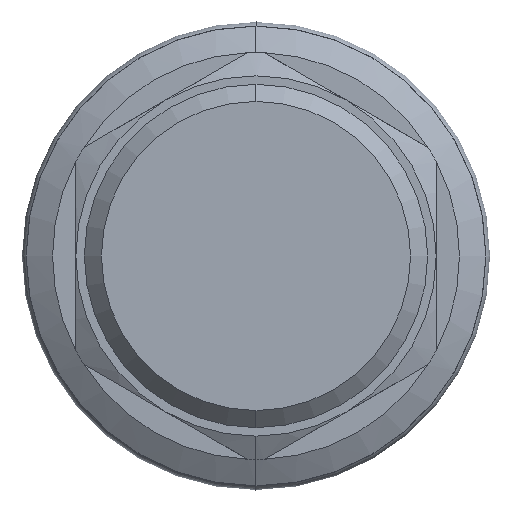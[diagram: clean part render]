
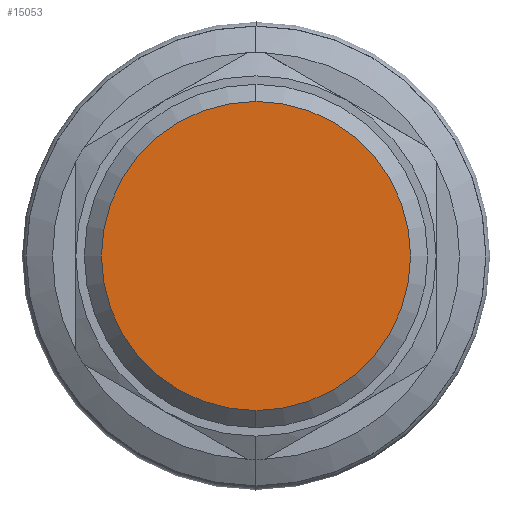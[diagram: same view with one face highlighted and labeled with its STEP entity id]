
A CAD part, left-side view. The second image highlights one B-rep face of the part: STEP entity #15053.
In plain terms, the highlighted planar face has unit normal (-1, 0, 0).
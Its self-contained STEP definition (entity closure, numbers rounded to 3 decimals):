
#129 = DIRECTION ( 'NONE',  ( 0., 0., 1. ) ) ;
#251 = PLANE ( 'NONE',  #9775 ) ;
#624 = ORIENTED_EDGE ( 'NONE', *, *, #15527, .T. ) ;
#1675 = AXIS2_PLACEMENT_3D ( 'NONE', #6256, #7455, #3671 ) ;
#3671 = DIRECTION ( 'NONE',  ( 0., 0., 1. ) ) ;
#4097 = EDGE_CURVE ( 'NONE', #11728, #7909, #6467, .T. ) ;
#4885 = CARTESIAN_POINT ( 'NONE',  ( -45.485, 0., 13.6 ) ) ;
#5145 = DIRECTION ( 'NONE',  ( 0., 0., -1. ) ) ;
#6032 = CIRCLE ( 'NONE', #13056, 13.6 ) ;
#6256 = CARTESIAN_POINT ( 'NONE',  ( -45.485, 0., 0. ) ) ;
#6467 = CIRCLE ( 'NONE', #1675, 13.6 ) ;
#7455 = DIRECTION ( 'NONE',  ( -1., 0., 0. ) ) ;
#7506 = DIRECTION ( 'NONE',  ( -1., 0., 0. ) ) ;
#7909 = VERTEX_POINT ( 'NONE', #4885 ) ;
#8411 = EDGE_LOOP ( 'NONE', ( #12391, #624 ) ) ;
#9775 = AXIS2_PLACEMENT_3D ( 'NONE', #13531, #14850, #5145 ) ;
#11728 = VERTEX_POINT ( 'NONE', #13932 ) ;
#12216 = FACE_OUTER_BOUND ( 'NONE', #8411, .T. ) ;
#12391 = ORIENTED_EDGE ( 'NONE', *, *, #4097, .T. ) ;
#13056 = AXIS2_PLACEMENT_3D ( 'NONE', #14833, #7506, #129 ) ;
#13531 = CARTESIAN_POINT ( 'NONE',  ( -45.485, 0., 0. ) ) ;
#13932 = CARTESIAN_POINT ( 'NONE',  ( -45.485, 0., -13.6 ) ) ;
#14833 = CARTESIAN_POINT ( 'NONE',  ( -45.485, 0., 0. ) ) ;
#14850 = DIRECTION ( 'NONE',  ( 1., 0., 0. ) ) ;
#15053 = ADVANCED_FACE ( 'NONE', ( #12216 ), #251, .F. ) ;
#15527 = EDGE_CURVE ( 'NONE', #7909, #11728, #6032, .T. ) ;
